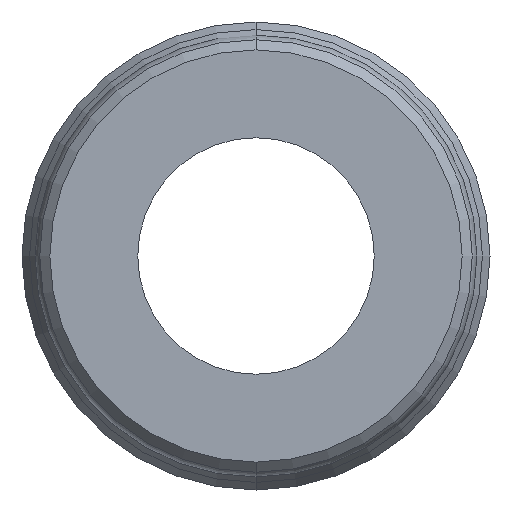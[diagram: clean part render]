
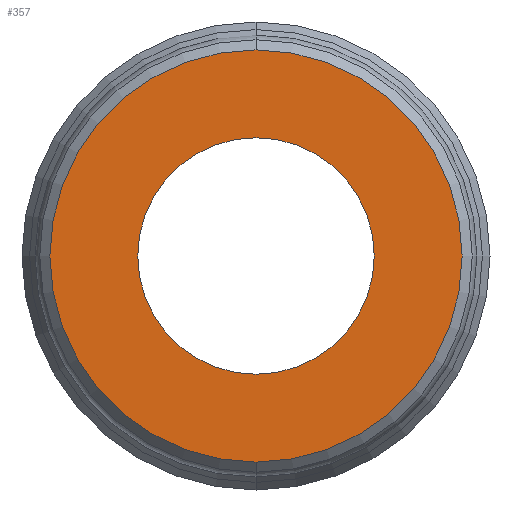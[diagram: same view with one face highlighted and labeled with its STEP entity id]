
A CAD part, front view. The second image highlights one B-rep face of the part: STEP entity #357.
In plain terms, the highlighted planar face has unit normal (0, -1, 0).
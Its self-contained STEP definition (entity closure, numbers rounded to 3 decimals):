
#113 = EDGE_CURVE ( 'NONE', #363, #114, #723, .T. ) ;
#114 = VERTEX_POINT ( 'NONE', #705 ) ;
#229 = VERTEX_POINT ( 'NONE', #1042 ) ;
#235 = VERTEX_POINT ( 'NONE', #958 ) ;
#237 = EDGE_CURVE ( 'NONE', #229, #235, #957, .T. ) ;
#315 = EDGE_LOOP ( 'NONE', ( #316, #319 ) ) ;
#316 = ORIENTED_EDGE ( 'NONE', *, *, #317, .T. ) ;
#317 = EDGE_CURVE ( 'NONE', #114, #363, #1195, .T. ) ;
#319 = ORIENTED_EDGE ( 'NONE', *, *, #113, .T. ) ;
#357 = ADVANCED_FACE ( 'NONE', ( #1096, #1091 ), #1090, .T. ) ;
#358 = EDGE_LOOP ( 'NONE', ( #359, #361 ) ) ;
#359 = ORIENTED_EDGE ( 'NONE', *, *, #360, .T. ) ;
#360 = EDGE_CURVE ( 'NONE', #235, #229, #1088, .T. ) ;
#361 = ORIENTED_EDGE ( 'NONE', *, *, #237, .T. ) ;
#363 = VERTEX_POINT ( 'NONE', #1072 ) ;
#705 = CARTESIAN_POINT ( 'NONE',  ( 0., 0., 6.1 ) ) ;
#719 = DIRECTION ( 'NONE',  ( 0., 0., -1. ) ) ;
#720 = DIRECTION ( 'NONE',  ( 0., -1., 0. ) ) ;
#721 = CARTESIAN_POINT ( 'NONE',  ( 0., 0., 0. ) ) ;
#722 = AXIS2_PLACEMENT_3D ( 'NONE', #721, #720, #719 ) ;
#723 = CIRCLE ( 'NONE', #722, 6.1 ) ;
#933 = DIRECTION ( 'NONE',  ( 0., 0., 1. ) ) ;
#934 = DIRECTION ( 'NONE',  ( 0., 1., 0. ) ) ;
#955 = CARTESIAN_POINT ( 'NONE',  ( 0., 0., 0. ) ) ;
#956 = AXIS2_PLACEMENT_3D ( 'NONE', #955, #934, #933 ) ;
#957 = CIRCLE ( 'NONE', #956, 3.5 ) ;
#958 = CARTESIAN_POINT ( 'NONE',  ( 0., 0., 3.5 ) ) ;
#1042 = CARTESIAN_POINT ( 'NONE',  ( 0., 0., -3.5 ) ) ;
#1072 = CARTESIAN_POINT ( 'NONE',  ( 0., 0., -6.1 ) ) ;
#1073 = DIRECTION ( 'NONE',  ( 0., 0., 1. ) ) ;
#1074 = DIRECTION ( 'NONE',  ( 0., 1., 0. ) ) ;
#1075 = CARTESIAN_POINT ( 'NONE',  ( 0., 0., 0. ) ) ;
#1076 = AXIS2_PLACEMENT_3D ( 'NONE', #1075, #1074, #1073 ) ;
#1085 = DIRECTION ( 'NONE',  ( 0., 0., -1. ) ) ;
#1086 = DIRECTION ( 'NONE',  ( 0., -1., 0. ) ) ;
#1087 = CARTESIAN_POINT ( 'NONE',  ( 6.1, 0., 0. ) ) ;
#1088 = CIRCLE ( 'NONE', #1076, 3.5 ) ;
#1089 = AXIS2_PLACEMENT_3D ( 'NONE', #1087, #1086, #1085 ) ;
#1090 = PLANE ( 'NONE',  #1089 ) ;
#1091 = FACE_OUTER_BOUND ( 'NONE', #315, .T. ) ;
#1096 = FACE_BOUND ( 'NONE', #358, .T. ) ;
#1191 = DIRECTION ( 'NONE',  ( 0., 0., -1. ) ) ;
#1192 = DIRECTION ( 'NONE',  ( 0., -1., 0. ) ) ;
#1193 = CARTESIAN_POINT ( 'NONE',  ( 0., 0., 0. ) ) ;
#1194 = AXIS2_PLACEMENT_3D ( 'NONE', #1193, #1192, #1191 ) ;
#1195 = CIRCLE ( 'NONE', #1194, 6.1 ) ;
